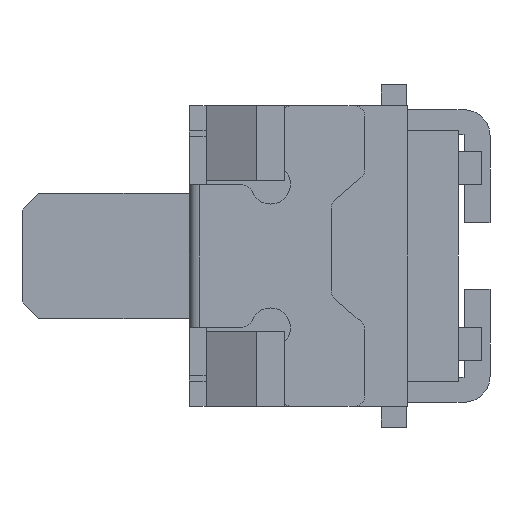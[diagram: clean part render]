
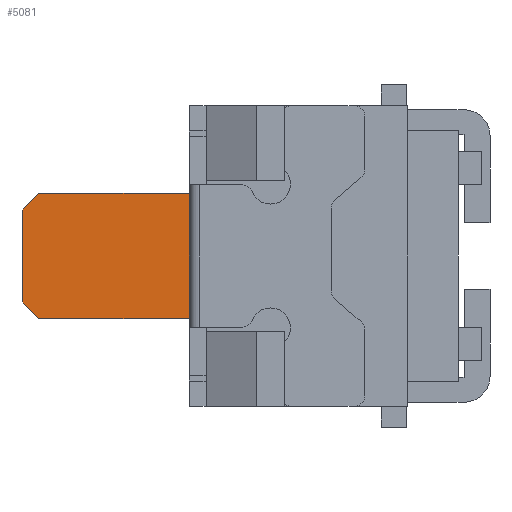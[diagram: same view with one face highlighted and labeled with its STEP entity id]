
A CAD part, left-side view. The second image highlights one B-rep face of the part: STEP entity #5081.
In plain terms, the highlighted planar face has unit normal (-1, 0, 0).
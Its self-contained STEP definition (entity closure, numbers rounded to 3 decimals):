
#110 = ORIENTED_EDGE ( 'NONE', *, *, #2075, .F. ) ;
#164 = CARTESIAN_POINT ( 'NONE',  ( -1.75, 5.22, -0.55 ) ) ;
#396 = VERTEX_POINT ( 'NONE', #2919 ) ;
#722 = LINE ( 'NONE', #925, #10240 ) ;
#825 = DIRECTION ( 'NONE',  ( 1., 0., 0. ) ) ;
#925 = CARTESIAN_POINT ( 'NONE',  ( -1.75, 5.22, 0.75 ) ) ;
#1246 = VERTEX_POINT ( 'NONE', #6634 ) ;
#1427 = VERTEX_POINT ( 'NONE', #10530 ) ;
#1603 = LINE ( 'NONE', #6995, #6380 ) ;
#1624 = DIRECTION ( 'NONE',  ( 0., 0., -1. ) ) ;
#1906 = CARTESIAN_POINT ( 'NONE',  ( -1.75, 5.22, -0.75 ) ) ;
#1939 = CARTESIAN_POINT ( 'NONE',  ( -1.75, 5.22, 0.55 ) ) ;
#2075 = EDGE_CURVE ( 'NONE', #1246, #396, #10250, .T. ) ;
#2300 = EDGE_CURVE ( 'NONE', #6535, #10267, #722, .T. ) ;
#2355 = VECTOR ( 'NONE', #9865, 1000. ) ;
#2507 = DIRECTION ( 'NONE',  ( 0., 0., 1. ) ) ;
#2612 = CARTESIAN_POINT ( 'NONE',  ( -1.75, 5.22, 0.55 ) ) ;
#2886 = CARTESIAN_POINT ( 'NONE',  ( -1.75, 5.22, -0.55 ) ) ;
#2919 = CARTESIAN_POINT ( 'NONE',  ( -1.75, 2.763, 0.75 ) ) ;
#3237 = PLANE ( 'NONE',  #7641 ) ;
#3250 = LINE ( 'NONE', #2886, #6999 ) ;
#3715 = LINE ( 'NONE', #1906, #5133 ) ;
#3825 = FACE_OUTER_BOUND ( 'NONE', #7482, .T. ) ;
#4364 = DIRECTION ( 'NONE',  ( 0., -1., 0. ) ) ;
#4516 = DIRECTION ( 'NONE',  ( 0., 0.707, -0.707 ) ) ;
#4535 = VERTEX_POINT ( 'NONE', #5430 ) ;
#4792 = ORIENTED_EDGE ( 'NONE', *, *, #5692, .T. ) ;
#5081 = ADVANCED_FACE ( 'NONE', ( #3825 ), #3237, .F. ) ;
#5133 = VECTOR ( 'NONE', #4364, 1000. ) ;
#5202 = ORIENTED_EDGE ( 'NONE', *, *, #6815, .T. ) ;
#5430 = CARTESIAN_POINT ( 'NONE',  ( -1.75, 5.02, -0.75 ) ) ;
#5692 = EDGE_CURVE ( 'NONE', #1427, #396, #1603, .T. ) ;
#6065 = ORIENTED_EDGE ( 'NONE', *, *, #8478, .T. ) ;
#6137 = DIRECTION ( 'NONE',  ( 0., 0., 1. ) ) ;
#6323 = CARTESIAN_POINT ( 'NONE',  ( -1.75, 5.22, 0.75 ) ) ;
#6380 = VECTOR ( 'NONE', #6137, 1000. ) ;
#6535 = VERTEX_POINT ( 'NONE', #164 ) ;
#6634 = CARTESIAN_POINT ( 'NONE',  ( -1.75, 5.02, 0.75 ) ) ;
#6815 = EDGE_CURVE ( 'NONE', #6535, #4535, #3250, .T. ) ;
#6995 = CARTESIAN_POINT ( 'NONE',  ( -1.75, 2.763, 0.75 ) ) ;
#6999 = VECTOR ( 'NONE', #8714, 1000. ) ;
#7111 = ORIENTED_EDGE ( 'NONE', *, *, #8517, .T. ) ;
#7482 = EDGE_LOOP ( 'NONE', ( #110, #6065, #7948, #5202, #7111, #4792 ) ) ;
#7641 = AXIS2_PLACEMENT_3D ( 'NONE', #6323, #825, #1624 ) ;
#7719 = VECTOR ( 'NONE', #4516, 1000. ) ;
#7948 = ORIENTED_EDGE ( 'NONE', *, *, #2300, .F. ) ;
#8113 = CARTESIAN_POINT ( 'NONE',  ( -1.75, 5.22, 0.75 ) ) ;
#8478 = EDGE_CURVE ( 'NONE', #1246, #10267, #10047, .T. ) ;
#8517 = EDGE_CURVE ( 'NONE', #4535, #1427, #3715, .T. ) ;
#8714 = DIRECTION ( 'NONE',  ( 0., -0.707, -0.707 ) ) ;
#9865 = DIRECTION ( 'NONE',  ( 0., -1., 0. ) ) ;
#10047 = LINE ( 'NONE', #1939, #7719 ) ;
#10240 = VECTOR ( 'NONE', #2507, 1000. ) ;
#10250 = LINE ( 'NONE', #8113, #2355 ) ;
#10267 = VERTEX_POINT ( 'NONE', #2612 ) ;
#10530 = CARTESIAN_POINT ( 'NONE',  ( -1.75, 2.763, -0.75 ) ) ;
